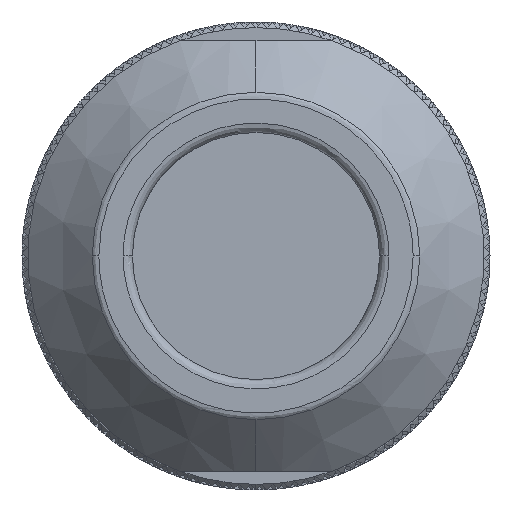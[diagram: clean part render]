
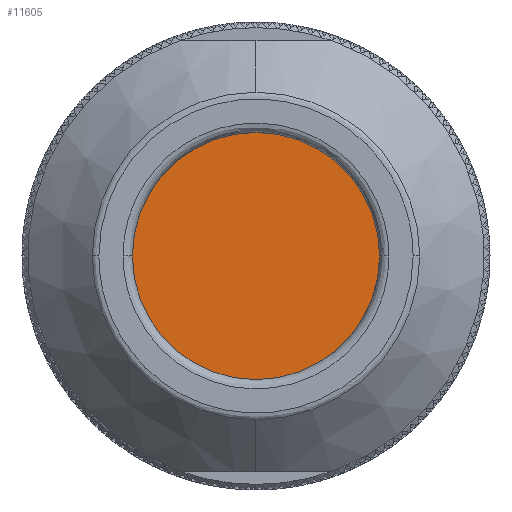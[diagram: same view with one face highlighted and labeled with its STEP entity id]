
A CAD part, left-side view. The second image highlights one B-rep face of the part: STEP entity #11605.
In plain terms, the highlighted planar face has unit normal (-1, 0, 0).
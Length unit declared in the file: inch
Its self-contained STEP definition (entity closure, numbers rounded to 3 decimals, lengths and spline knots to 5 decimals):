
#887 = EDGE_CURVE ( 'NONE', #15508, #18789, #30218, .T. ) ;
#2535 = CARTESIAN_POINT ( 'NONE',  ( -1.66465, 0., 0. ) ) ;
#4785 = CIRCLE ( 'NONE', #24608, 0.25984 ) ;
#5632 = CARTESIAN_POINT ( 'NONE',  ( -1.66465, 0., 0. ) ) ;
#11605 = ADVANCED_FACE ( 'NONE', ( #16913 ), #47399, .T. ) ;
#11807 = CARTESIAN_POINT ( 'NONE',  ( -1.66465, 0., 0.25984 ) ) ;
#12101 = DIRECTION ( 'NONE',  ( 0., 0., -1. ) ) ;
#12839 = DIRECTION ( 'NONE',  ( -1., 0., 0. ) ) ;
#15508 = VERTEX_POINT ( 'NONE', #33887 ) ;
#16913 = FACE_OUTER_BOUND ( 'NONE', #19310, .T. ) ;
#18418 = EDGE_CURVE ( 'NONE', #18789, #15508, #4785, .T. ) ;
#18789 = VERTEX_POINT ( 'NONE', #11807 ) ;
#19310 = EDGE_LOOP ( 'NONE', ( #47724, #32530 ) ) ;
#20244 = DIRECTION ( 'NONE',  ( -1., 0., 0. ) ) ;
#23743 = AXIS2_PLACEMENT_3D ( 'NONE', #5632, #12839, #27940 ) ;
#24608 = AXIS2_PLACEMENT_3D ( 'NONE', #35846, #20244, #12101 ) ;
#27940 = DIRECTION ( 'NONE',  ( 0., 0., -1. ) ) ;
#30218 = CIRCLE ( 'NONE', #23743, 0.25984 ) ;
#32502 = DIRECTION ( 'NONE',  ( -1., 0., 0. ) ) ;
#32530 = ORIENTED_EDGE ( 'NONE', *, *, #18418, .T. ) ;
#33887 = CARTESIAN_POINT ( 'NONE',  ( -1.66465, 0., -0.25984 ) ) ;
#35846 = CARTESIAN_POINT ( 'NONE',  ( -1.66465, 0., 0. ) ) ;
#43187 = DIRECTION ( 'NONE',  ( 0., 0., 1. ) ) ;
#47399 = PLANE ( 'NONE',  #48517 ) ;
#47724 = ORIENTED_EDGE ( 'NONE', *, *, #887, .T. ) ;
#48517 = AXIS2_PLACEMENT_3D ( 'NONE', #2535, #32502, #43187 ) ;
